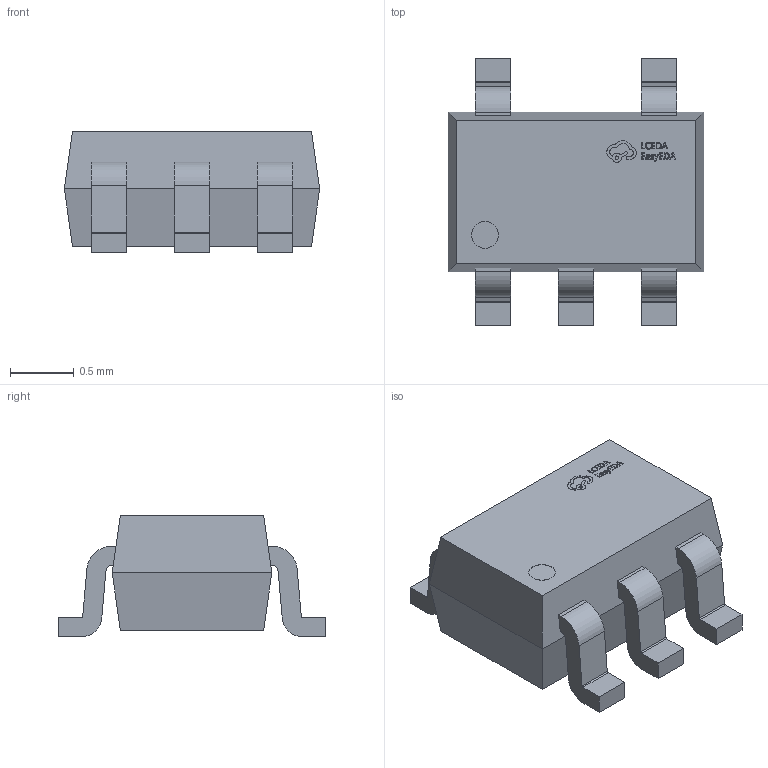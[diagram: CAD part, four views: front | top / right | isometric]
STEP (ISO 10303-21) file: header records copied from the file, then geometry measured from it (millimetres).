
FILE_DESCRIPTION (( 'STEP AP214' ), '1' );
FILE_NAME ('SC-70-5_L2.0-W1.3-P0.65-LS2.1-TR.step', '2022-07-09T14:44:08', ( '' ), ( '' ), 'SwSTEP 2.0', 'SolidWorks 2020', '' );
FILE_SCHEMA (( 'AUTOMOTIVE_DESIGN' ));
Length unit declared in the file: millimetre
Products named in the file (1): SC-70-5_L2.0-W1.3-P0.65-LS2.1-TR
Bounding box: 2 x 2.1 x 0.95 mm (x, y, z)
Volume: 2.3 mm3; surface area: 13.7 mm2
Topology: 1 solids, 1 shells, 361 faces, 977 edges, 650 vertices
Faces by surface type: plane 227, bspline 112, cylinder 22
Entity records: 16460 total; most frequent: CARTESIAN_POINT 4093, ORIENTED_EDGE 1954, DIRECTION 1293, EDGE_CURVE 977, VECTOR 705, LINE 705, VERTEX_POINT 650, EDGE_LOOP 393
